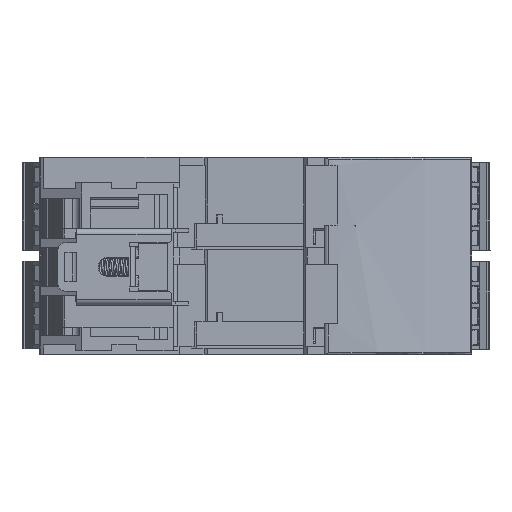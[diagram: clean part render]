
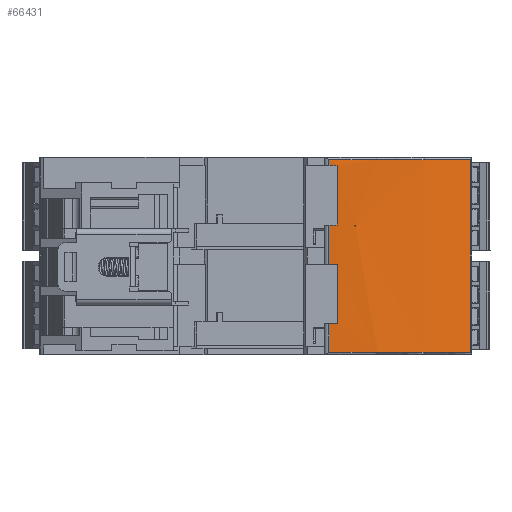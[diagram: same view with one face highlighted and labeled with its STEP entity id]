
A CAD part, front view. The second image highlights one B-rep face of the part: STEP entity #66431.
In plain terms, the highlighted cylindrical face has radius 80 mm (diameter 160 mm), a partial arc.
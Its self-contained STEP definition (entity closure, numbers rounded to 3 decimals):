
#12373=CARTESIAN_POINT('',(13.5,75.75,20.7));
#12374=DIRECTION('',(0.,0.,-1.));
#12375=DIRECTION('',(0.065,-0.998,0.));
#12376=AXIS2_PLACEMENT_3D('',#12373,#12374,#12375);
#12825=CARTESIAN_POINT('',(13.5,75.75,29.7));
#12826=DIRECTION('',(0.,0.,1.));
#12827=DIRECTION('',(0.041,-0.999,0.));
#12828=AXIS2_PLACEMENT_3D('',#12825,#12826,#12827);
#12835=DIRECTION('',(0.,0.,-1.));
#12836=VECTOR('',#12835,6.6);
#12837=CARTESIAN_POINT('',(16.741,-4.184,
7.1));
#12838=LINE('',#12837,#12836);
#12839=DIRECTION('',(0.,0.,-1.));
#12840=VECTOR('',#12839,13.6);
#12841=CARTESIAN_POINT('',(18.7,-4.081,
20.7));
#12842=LINE('',#12841,#12840);
#12843=DIRECTION('',(0.,0.,-1.));
#12844=VECTOR('',#12843,9.);
#12845=CARTESIAN_POINT('',(16.741,-4.184,
29.7));
#12846=LINE('',#12845,#12844);
#12847=DIRECTION('',(0.,0.,-1.));
#12848=VECTOR('',#12847,13.6);
#12849=CARTESIAN_POINT('',(18.7,-4.081,43.3));
#12850=LINE('',#12849,#12848);
#12851=CARTESIAN_POINT('',(22.9,-3.696,
29.4));
#12852=CARTESIAN_POINT('',(22.8,-3.708,
29.5));
#12853=CARTESIAN_POINT('',(22.7,-3.719,
29.6));
#12854=CARTESIAN_POINT('',(22.6,-3.731,
29.7));
#12856=DIRECTION('',(0.,0.,-1.));
#12857=VECTOR('',#12856,0.3);
#12858=CARTESIAN_POINT('',(22.9,-3.696,29.7));
#12859=LINE('',#12858,#12857);
#12868=DIRECTION('',(0.,0.,1.));
#12869=VECTOR('',#12868,44.2);
#12870=CARTESIAN_POINT('',(49.223,4.169,
0.5));
#12871=LINE('',#12870,#12869);
#12879=CARTESIAN_POINT('',(49.223,4.169,44.7));
#14202=CARTESIAN_POINT('',(13.5,75.75,
0.5));
#14203=DIRECTION('',(0.,0.,-1.));
#14204=DIRECTION('',(0.447,-0.895,0.));
#14205=AXIS2_PLACEMENT_3D('',#14202,#14203,#14204);
#14214=CARTESIAN_POINT('',(49.223,4.169,
0.5));
#14216=CARTESIAN_POINT('',(16.741,-4.184,
0.5));
#18375=CARTESIAN_POINT('',(13.5,75.75,7.1));
#18376=DIRECTION('',(0.,0.,1.));
#18377=DIRECTION('',(0.041,-0.999,0.));
#18378=AXIS2_PLACEMENT_3D('',#18375,#18376,#18377);
#19037=CARTESIAN_POINT('',(13.5,75.75,44.7));
#19038=DIRECTION('',(0.,0.,1.));
#19039=DIRECTION('',(0.041,-0.999,0.));
#19040=AXIS2_PLACEMENT_3D('',#19037,#19038,#19039);
#19058=DIRECTION('',(0.,0.,1.));
#19059=VECTOR('',#19058,1.4);
#19060=CARTESIAN_POINT('',(16.741,-4.184,
43.3));
#19061=LINE('',#19060,#19059);
#19079=CARTESIAN_POINT('',(13.5,75.75,43.3));
#19080=DIRECTION('',(0.,0.,-1.));
#19081=DIRECTION('',(0.065,-0.998,0.));
#19082=AXIS2_PLACEMENT_3D('',#19079,#19080,#19081);
#19373=CARTESIAN_POINT('',(13.5,75.75,29.7));
#19374=DIRECTION('',(0.,0.,-1.));
#19375=DIRECTION('',(0.118,-0.993,0.));
#19376=AXIS2_PLACEMENT_3D('',#19373,#19374,#19375);
#38315=VERTEX_POINT('',#12879);
#38316=CARTESIAN_POINT('',(16.741,-4.184,
44.7));
#38317=VERTEX_POINT('',#38316);
#38318=CARTESIAN_POINT('',(16.741,-4.184,
43.3));
#38319=VERTEX_POINT('',#38318);
#38320=CARTESIAN_POINT('',(18.7,-4.081,43.3));
#38321=VERTEX_POINT('',#38320);
#38818=CARTESIAN_POINT('',(22.9,-3.696,29.7));
#38819=VERTEX_POINT('',#38818);
#40250=VERTEX_POINT('',#14216);
#40253=CARTESIAN_POINT('',(16.741,-4.184,
7.1));
#40254=VERTEX_POINT('',#40253);
#40270=VERTEX_POINT('',#14214);
#41460=CARTESIAN_POINT('',(18.7,-4.081,
20.7));
#41461=CARTESIAN_POINT('',(16.741,-4.184,
20.7));
#41462=VERTEX_POINT('',#41460);
#41463=VERTEX_POINT('',#41461);
#41464=CARTESIAN_POINT('',(16.741,-4.184,
29.7));
#41465=VERTEX_POINT('',#41464);
#43923=CARTESIAN_POINT('',(22.9,-3.696,
29.4));
#43924=VERTEX_POINT('',#43923);
#43929=CARTESIAN_POINT('',(22.6,-3.731,
29.7));
#43931=VERTEX_POINT('',#43929);
#43965=CARTESIAN_POINT('',(18.7,-4.081,29.7));
#43966=VERTEX_POINT('',#43965);
#44023=CARTESIAN_POINT('',(18.7,-4.081,
7.1));
#44024=VERTEX_POINT('',#44023);
#66396=CARTESIAN_POINT('',(13.5,75.75,34.7));
#66397=DIRECTION('',(0.,0.,-1.));
#66398=DIRECTION('',(-1.,0.,0.));
#66399=AXIS2_PLACEMENT_3D('',#66396,#66397,#66398);
#66400=CYLINDRICAL_SURFACE('',#66399,80.);
#66402=ORIENTED_EDGE('',*,*,#66401,.F.);
#66404=ORIENTED_EDGE('',*,*,#66403,.T.);
#66406=ORIENTED_EDGE('',*,*,#66405,.F.);
#66408=ORIENTED_EDGE('',*,*,#66407,.T.);
#66410=ORIENTED_EDGE('',*,*,#66409,.F.);
#66411=ORIENTED_EDGE('',*,*,#65556,.T.);
#66413=ORIENTED_EDGE('',*,*,#66412,.F.);
#66414=ORIENTED_EDGE('',*,*,#66380,.T.);
#66415=ORIENTED_EDGE('',*,*,#66362,.F.);
#66417=ORIENTED_EDGE('',*,*,#66416,.T.);
#66419=ORIENTED_EDGE('',*,*,#66418,.T.);
#66421=ORIENTED_EDGE('',*,*,#66420,.T.);
#66422=EDGE_LOOP('',(#66402,#66404,#66406,#66408,#66410,#66411,#66413,#66414,
#66415,#66417,#66419,#66421));
#66423=FACE_OUTER_BOUND('',#66422,.F.);
#66425=ORIENTED_EDGE('',*,*,#66424,.T.);
#66427=ORIENTED_EDGE('',*,*,#66426,.F.);
#66428=ORIENTED_EDGE('',*,*,#66234,.F.);
#66429=EDGE_LOOP('',(#66425,#66427,#66428));
#66430=FACE_BOUND('',#66429,.F.);
#66431=ADVANCED_FACE('',(#66423,#66430),#66400,.T.);
#12377=CIRCLE('',#12376,80.);
#12829=CIRCLE('',#12828,80.);
#12855=B_SPLINE_CURVE_WITH_KNOTS('',3,(#12851,#12852,#12853,#12854),
.UNSPECIFIED.,.F.,.F.,(4,4),(0.,1.),.UNSPECIFIED.);
#14206=CIRCLE('',#14205,80.);
#18379=CIRCLE('',#18378,80.);
#19041=CIRCLE('',#19040,80.);
#19083=CIRCLE('',#19082,80.);
#19377=CIRCLE('',#19376,80.);
#65556=EDGE_CURVE('',#41462,#41463,#12377,.T.);
#66234=EDGE_CURVE('',#38819,#43924,#12859,.T.);
#66362=EDGE_CURVE('',#38321,#43966,#12850,.T.);
#66380=EDGE_CURVE('',#41465,#43966,#12829,.T.);
#66401=EDGE_CURVE('',#40270,#38315,#12871,.T.);
#66403=EDGE_CURVE('',#40270,#40250,#14206,.T.);
#66405=EDGE_CURVE('',#40254,#40250,#12838,.T.);
#66407=EDGE_CURVE('',#40254,#44024,#18379,.T.);
#66409=EDGE_CURVE('',#41462,#44024,#12842,.T.);
#66412=EDGE_CURVE('',#41465,#41463,#12846,.T.);
#66416=EDGE_CURVE('',#38321,#38319,#19083,.T.);
#66418=EDGE_CURVE('',#38319,#38317,#19061,.T.);
#66420=EDGE_CURVE('',#38317,#38315,#19041,.T.);
#66424=EDGE_CURVE('',#38819,#43931,#19377,.T.);
#66426=EDGE_CURVE('',#43924,#43931,#12855,.T.);
